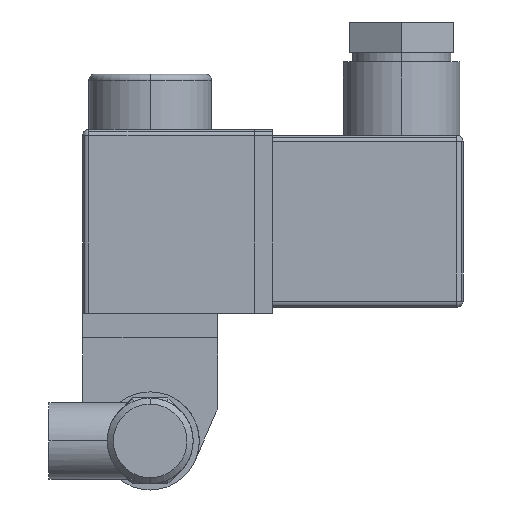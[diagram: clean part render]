
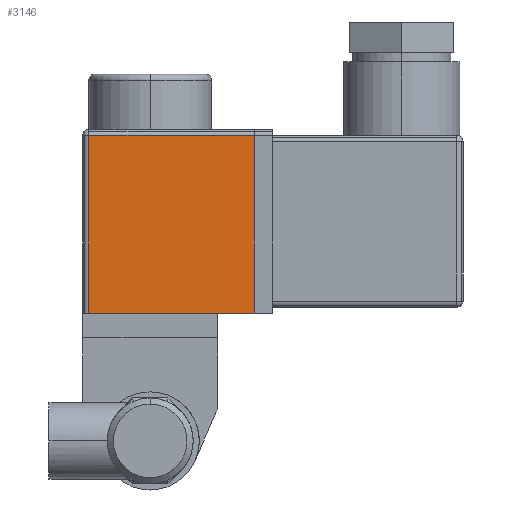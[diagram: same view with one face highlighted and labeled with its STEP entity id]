
A CAD part, left-side view. The second image highlights one B-rep face of the part: STEP entity #3146.
In plain terms, the highlighted planar face has unit normal (-1, 0, 0).
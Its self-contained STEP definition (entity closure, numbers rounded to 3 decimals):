
#159 = VECTOR ( 'NONE', #1585, 1000. ) ;
#219 = CARTESIAN_POINT ( 'NONE',  ( -11., -17., 28.8 ) ) ;
#281 = AXIS2_PLACEMENT_3D ( 'NONE', #3365, #4152, #1476 ) ;
#307 = CARTESIAN_POINT ( 'NONE',  ( -11., 10., 28.8 ) ) ;
#364 = VERTEX_POINT ( 'NONE', #2360 ) ;
#447 = ORIENTED_EDGE ( 'NONE', *, *, #1082, .F. ) ;
#817 = CARTESIAN_POINT ( 'NONE',  ( -11., -17., 57.8 ) ) ;
#1000 = LINE ( 'NONE', #4940, #1370 ) ;
#1082 = EDGE_CURVE ( 'NONE', #2091, #364, #3426, .T. ) ;
#1320 = ORIENTED_EDGE ( 'NONE', *, *, #3606, .T. ) ;
#1370 = VECTOR ( 'NONE', #2275, 1000. ) ;
#1467 = EDGE_CURVE ( 'NONE', #4366, #5006, #2833, .T. ) ;
#1476 = DIRECTION ( 'NONE',  ( 0., -1., 0. ) ) ;
#1510 = CARTESIAN_POINT ( 'NONE',  ( -11., 10., 28.8 ) ) ;
#1585 = DIRECTION ( 'NONE',  ( 0., -1., 0. ) ) ;
#1753 = DIRECTION ( 'NONE',  ( 0., 0., 1. ) ) ;
#1891 = CARTESIAN_POINT ( 'NONE',  ( -11., -17., 28.8 ) ) ;
#1979 = LINE ( 'NONE', #3485, #159 ) ;
#2091 = VERTEX_POINT ( 'NONE', #307 ) ;
#2172 = ORIENTED_EDGE ( 'NONE', *, *, #1467, .T. ) ;
#2275 = DIRECTION ( 'NONE',  ( 0., -1., 0. ) ) ;
#2360 = CARTESIAN_POINT ( 'NONE',  ( -11., 10., 57.8 ) ) ;
#2833 = LINE ( 'NONE', #219, #3359 ) ;
#3146 = ADVANCED_FACE ( 'NONE', ( #3273 ), #4138, .T. ) ;
#3273 = FACE_OUTER_BOUND ( 'NONE', #3643, .T. ) ;
#3278 = EDGE_CURVE ( 'NONE', #364, #5006, #1979, .T. ) ;
#3359 = VECTOR ( 'NONE', #1753, 1000. ) ;
#3365 = CARTESIAN_POINT ( 'NONE',  ( -11., -3., 28.8 ) ) ;
#3426 = LINE ( 'NONE', #1510, #4696 ) ;
#3485 = CARTESIAN_POINT ( 'NONE',  ( -11., -3., 57.8 ) ) ;
#3606 = EDGE_CURVE ( 'NONE', #2091, #4366, #1000, .T. ) ;
#3643 = EDGE_LOOP ( 'NONE', ( #3891, #447, #1320, #2172 ) ) ;
#3891 = ORIENTED_EDGE ( 'NONE', *, *, #3278, .F. ) ;
#4138 = PLANE ( 'NONE',  #281 ) ;
#4152 = DIRECTION ( 'NONE',  ( -1., 0., 0. ) ) ;
#4366 = VERTEX_POINT ( 'NONE', #1891 ) ;
#4429 = DIRECTION ( 'NONE',  ( 0., 0., 1. ) ) ;
#4696 = VECTOR ( 'NONE', #4429, 1000. ) ;
#4940 = CARTESIAN_POINT ( 'NONE',  ( -11., 11., 28.8 ) ) ;
#5006 = VERTEX_POINT ( 'NONE', #817 ) ;
